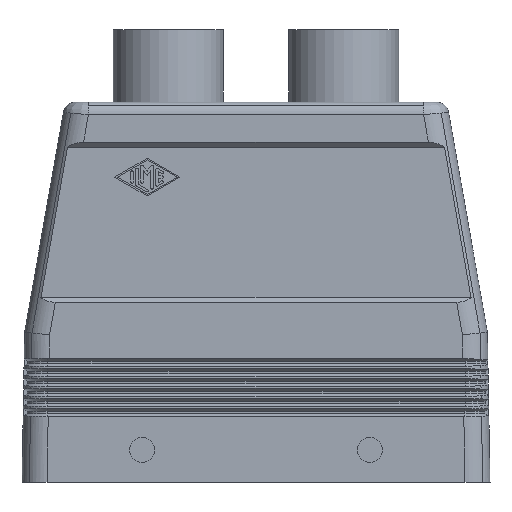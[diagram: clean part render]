
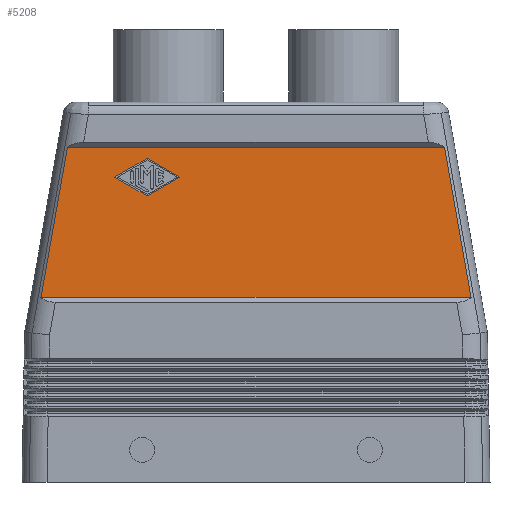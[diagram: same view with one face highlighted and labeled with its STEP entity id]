
A CAD part, front view. The second image highlights one B-rep face of the part: STEP entity #5208.
In plain terms, the highlighted planar face has unit normal (0, -1, 0).
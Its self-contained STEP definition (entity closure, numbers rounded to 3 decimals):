
#193=CARTESIAN_POINT('',(37.671,-20.5,67.0));
#194=VERTEX_POINT('',#193);
#202=CARTESIAN_POINT('',(42.961,-20.5,37.0));
#203=VERTEX_POINT('',#202);
#204=CARTESIAN_POINT('',(37.671,-20.5,67.0));
#205=DIRECTION('',(0.174,0.0,-0.985));
#206=VECTOR('',#205,30.463);
#207=LINE('',#204,#206);
#208=EDGE_CURVE('',#194,#203,#207,.T.);
#659=CARTESIAN_POINT('',(-42.961,-20.5,37.0));
#660=VERTEX_POINT('',#659);
#668=CARTESIAN_POINT('',(-37.671,-20.5,67.0));
#669=VERTEX_POINT('',#668);
#670=CARTESIAN_POINT('',(-42.961,-20.5,37.0));
#671=DIRECTION('',(0.174,0.0,0.985));
#672=VECTOR('',#671,30.463);
#673=LINE('',#670,#672);
#674=EDGE_CURVE('',#660,#669,#673,.T.);
#4416=CARTESIAN_POINT('',(-15.25,-20.5,61.));
#4417=VERTEX_POINT('',#4416);
#4424=CARTESIAN_POINT('',(-21.75,-20.5,64.749));
#4425=VERTEX_POINT('',#4424);
#4426=CARTESIAN_POINT('',(-21.75,-20.5,64.749));
#4427=DIRECTION('',(0.866,0.0,-0.5));
#4428=VECTOR('',#4427,7.504);
#4429=LINE('',#4426,#4428);
#4430=EDGE_CURVE('',#4425,#4417,#4429,.T.);
#4454=CARTESIAN_POINT('',(-21.75,-20.5,57.251));
#4455=VERTEX_POINT('',#4454);
#4462=CARTESIAN_POINT('',(-15.25,-20.5,61.));
#4463=DIRECTION('',(-0.866,0.0,-0.5));
#4464=VECTOR('',#4463,7.504);
#4465=LINE('',#4462,#4464);
#4466=EDGE_CURVE('',#4417,#4455,#4465,.T.);
#4485=CARTESIAN_POINT('',(-28.25,-20.5,61.));
#4486=VERTEX_POINT('',#4485);
#4493=CARTESIAN_POINT('',(-21.75,-20.5,57.251));
#4494=DIRECTION('',(-0.866,0.0,0.5));
#4495=VECTOR('',#4494,7.504);
#4496=LINE('',#4493,#4495);
#4497=EDGE_CURVE('',#4455,#4486,#4496,.T.);
#4515=CARTESIAN_POINT('',(-28.25,-20.5,61.));
#4516=DIRECTION('',(0.866,0.0,0.5));
#4517=VECTOR('',#4516,7.504);
#4518=LINE('',#4515,#4517);
#4519=EDGE_CURVE('',#4486,#4425,#4518,.T.);
#5181=CARTESIAN_POINT('',(0.0,-20.5,67.0));
#5182=DIRECTION('',(0.0,1.0,0.0));
#5183=DIRECTION('',(0.0,0.0,1.0));
#5184=AXIS2_PLACEMENT_3D('',#5181,#5182,#5183);
#5185=PLANE('',#5184);
#5186=ORIENTED_EDGE('',*,*,#674,.F.);
#5187=CARTESIAN_POINT('',(42.961,-20.5,37.0));
#5188=DIRECTION('',(-1.0,0.0,0.0));
#5189=VECTOR('',#5188,85.922);
#5190=LINE('',#5187,#5189);
#5191=EDGE_CURVE('',#203,#660,#5190,.T.);
#5192=ORIENTED_EDGE('',*,*,#5191,.F.);
#5193=ORIENTED_EDGE('',*,*,#208,.F.);
#5194=CARTESIAN_POINT('',(-37.671,-20.5,67.0));
#5195=DIRECTION('',(1.0,0.0,0.0));
#5196=VECTOR('',#5195,75.343);
#5197=LINE('',#5194,#5196);
#5198=EDGE_CURVE('',#669,#194,#5197,.T.);
#5199=ORIENTED_EDGE('',*,*,#5198,.F.);
#5200=EDGE_LOOP('',(#5186,#5192,#5193,#5199));
#5201=FACE_OUTER_BOUND('',#5200,.T.);
#5202=ORIENTED_EDGE('',*,*,#4430,.T.);
#5203=ORIENTED_EDGE('',*,*,#4466,.T.);
#5204=ORIENTED_EDGE('',*,*,#4497,.T.);
#5205=ORIENTED_EDGE('',*,*,#4519,.T.);
#5206=EDGE_LOOP('',(#5202,#5203,#5204,#5205));
#5207=FACE_BOUND('',#5206,.T.);
#5208=ADVANCED_FACE('',(#5201,#5207),#5185,.F.);
